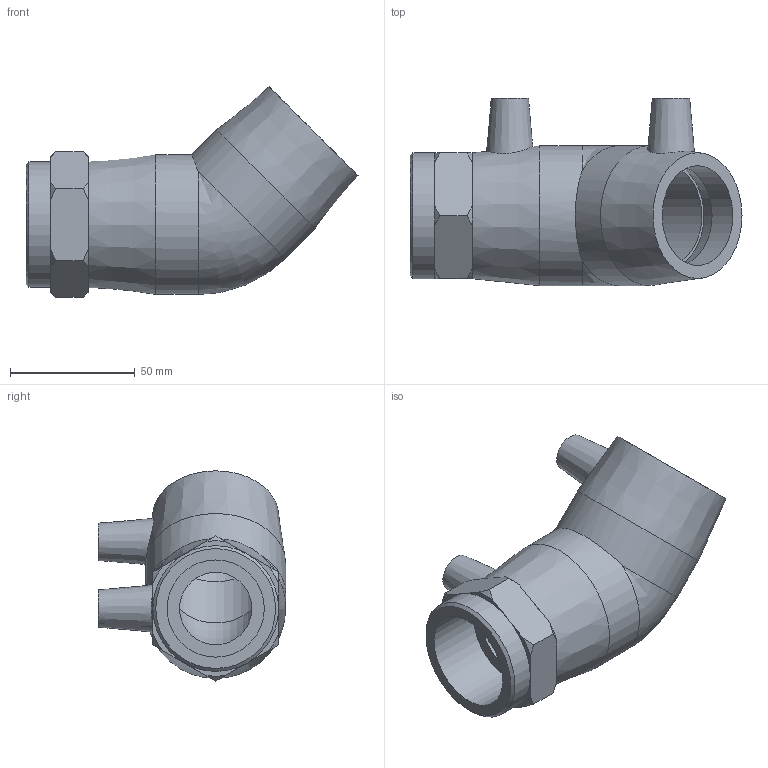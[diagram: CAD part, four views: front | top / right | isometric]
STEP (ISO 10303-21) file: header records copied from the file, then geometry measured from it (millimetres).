
FILE_DESCRIPTION(/* description */ ('PLASSON 45° ELBOW TRANSITION FEMALE 40-1.1/4"'),/* implementation_level */ '2;1');
FILE_NAME(/* name */ '493604040013.ipt.stp',/* time_stamp */ '2017-11-06T09:16:06+02:00',/* author */ ('KIM'),/* organization */ (''),/* preprocessor_version */ 'ST-DEVELOPER v15.6',/* originating_system */ 'Autodesk Inventor 2015',/* authorisation */ '');
FILE_SCHEMA (('AUTOMOTIVE_DESIGN { 1 0 10303 214 3 1 1 }'));
Length unit declared in the file: millimetre
Products named in the file (1): 493604040013
Bounding box: 133 x 75 x 84.27 mm (x, y, z)
Volume: 176411.4 mm3; surface area: 45945.7 mm2
Topology: 1 solids, 2 shells, 61 faces, 141 edges, 91 vertices
Faces by surface type: plane 27, cone 19, cylinder 13, bspline 1, torus 1
Full cylindrical faces by diameter (mm): 4 x2, 10 x2, 29 x1, 38.952 x1, 40 x4, 50.4 x1, 56 x2
Entity records: 1584 total; most frequent: CARTESIAN_POINT 383, DIRECTION 252, ORIENTED_EDGE 206, AXIS2_PLACEMENT_3D 114, EDGE_CURVE 103, EDGE_LOOP 97, VERTEX_POINT 78, FACE_OUTER_BOUND 61
